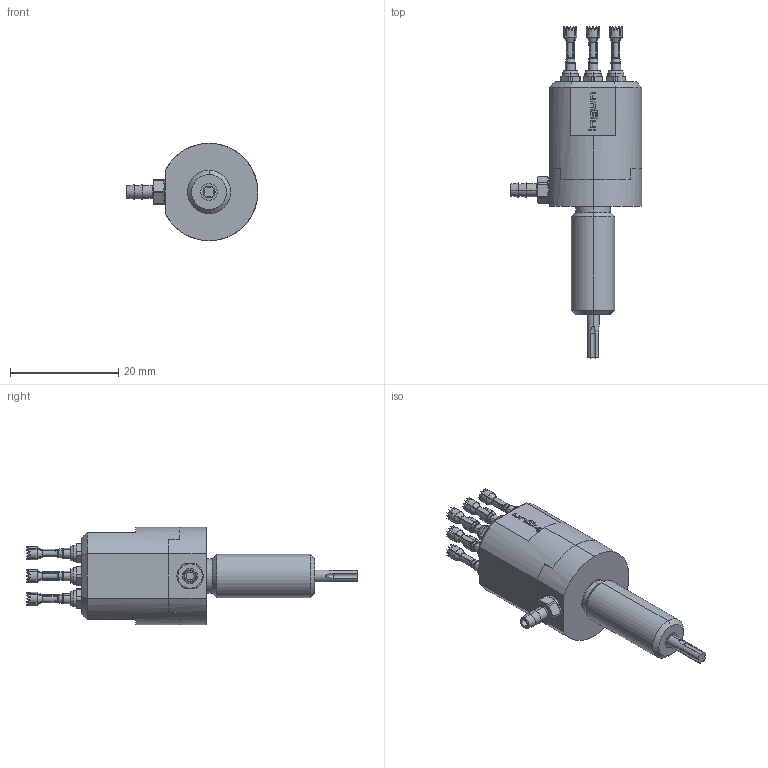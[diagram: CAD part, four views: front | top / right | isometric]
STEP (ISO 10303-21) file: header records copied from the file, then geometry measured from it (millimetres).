
FILE_DESCRIPTION (( 'STEP AP203' ), '1' );
FILE_NAME ('INGUN_HCM-667-0012_C01_08000_02.STEP', '2023-06-15T11:51:37', ( '' ), ( '' ), 'SwSTEP 2.0', 'SolidWorks 2021', '' );
FILE_SCHEMA (( 'CONFIG_CONTROL_DESIGN' ));
Length unit declared in the file: millimetre
Products named in the file (1): INGUN_HCM-667-0012_C01_08000_02
Bounding box: 24.3 x 61.3 x 18 mm (x, y, z)
Volume: 6906.6 mm3; surface area: 3529.3 mm2
Topology: 1 solids, 1 shells, 1187 faces, 3228 edges, 2090 vertices
Faces by surface type: cylinder 438, cone 401, plane 264, torus 84
Entity records: 41881 total; most frequent: CARTESIAN_POINT 12970, ORIENTED_EDGE 6456, DIRECTION 5642, EDGE_CURVE 3228, AXIS2_PLACEMENT_3D 2306, VERTEX_POINT 2090, EDGE_LOOP 1238, ADVANCED_FACE 1187
